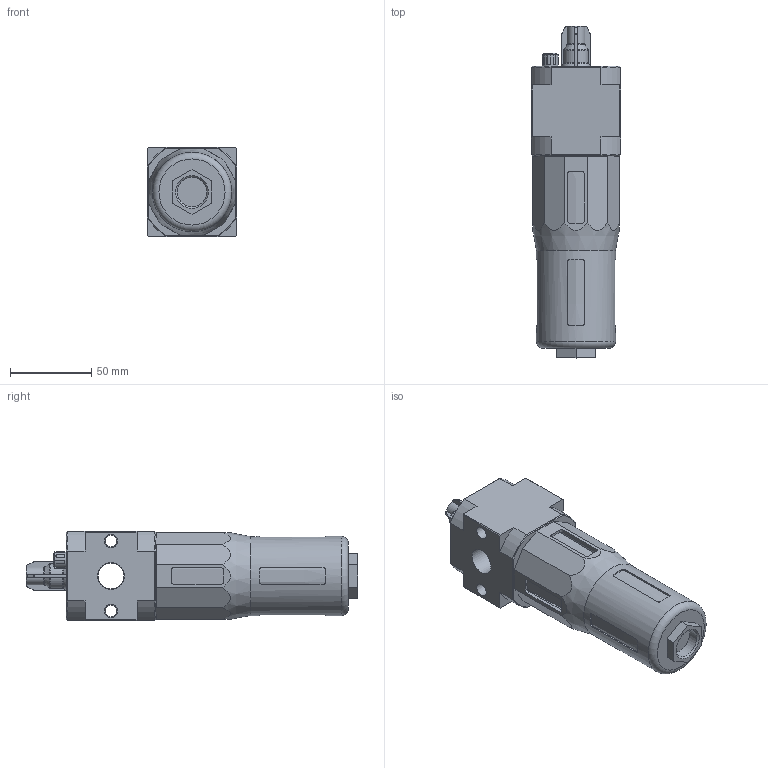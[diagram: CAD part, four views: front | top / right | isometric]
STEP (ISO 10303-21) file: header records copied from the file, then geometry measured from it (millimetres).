
FILE_DESCRIPTION(/* description */ ('STEP AP214'),/* implementation_level */ '2;1');
FILE_NAME(/* name */ '546427_LOE-D-MIDI-U',/* time_stamp */ '2024-09-04T19:22:07+02:00',/* author */ ('License CC BY-ND 4.0'),/* organization */ ('CADENAS'),/* preprocessor_version */ 'ST-DEVELOPER v19.3',/* originating_system */ 'PARTsolutions',/* authorisation */ ' ');
FILE_SCHEMA (('AUTOMOTIVE_DESIGN {1 0 10303 214 3 1 1}'));
Length unit declared in the file: millimetre
Products named in the file (2): 546427 LOE-D-MIDI-U; 120536 LOE-D-MIDI
Assembly tree (1 placements, depth 2):
  546427 LOE-D-MIDI-U
    120536 LOE-D-MIDI
Bounding box: 55 x 204.3 x 55 mm (x, y, z)
Volume: 366735.9 mm3; surface area: 75206.7 mm2
Topology: 1 solids, 1 shells, 338 faces, 941 edges, 618 vertices
Faces by surface type: plane 195, cylinder 79, cone 41, torus 23
Full cylindrical faces by diameter (mm): 3.2 x1, 3.6 x1, 3.8 x1, 10 x1, 16.4 x1, 18 x1, 26.4 x1, 30.8 x1, 46.7 x1, 48.7 x1
Entity records: 13459 total; most frequent: CARTESIAN_POINT 2669, ORIENTED_EDGE 1804, DIRECTION 1623, EDGE_CURVE 902, AXIS2_PLACEMENT_3D 610, VERTEX_POINT 608, EDGE_LOOP 426, FACE_BOUND 426
